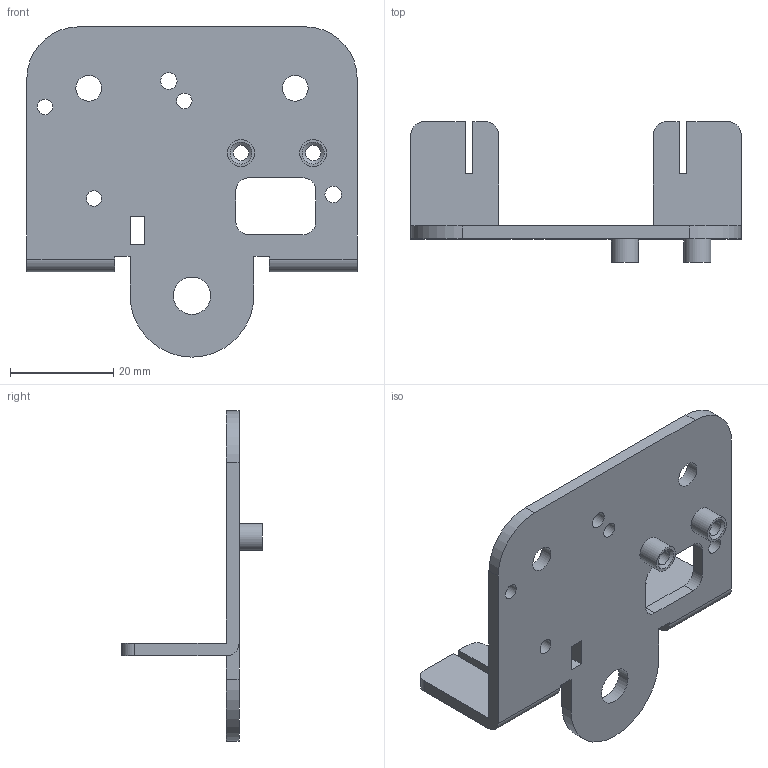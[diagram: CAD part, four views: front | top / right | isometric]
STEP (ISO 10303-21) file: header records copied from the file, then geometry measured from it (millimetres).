
FILE_DESCRIPTION(/* description */ (''),/* implementation_level */ '2;1');
FILE_NAME(/* name */ 'ender 3_3pro_3v2_CR10 - not threaded - X gantry.step.step',/* time_stamp */ '2022-01-20T12:29:37-07:00',/* author */ (''),/* organization */ (''),/* preprocessor_version */ 'ST-DEVELOPER v18.1',/* originating_system */ 'Autodesk Translation Framework v10.10.0.1391',/* authorisation */ '');
FILE_SCHEMA (('AUTOMOTIVE_DESIGN { 1 0 10303 214 3 1 1 }'));
Length unit declared in the file: millimetre
Products named in the file (1): (Unsaved)
Bounding box: 64 x 27.25 x 64 mm (x, y, z)
Volume: 9217.7 mm3; surface area: 8875.5 mm2
Topology: 1 solids, 1 shells, 62 faces, 174 edges, 116 vertices
Faces by surface type: plane 35, cylinder 25, cone 2
Full cylindrical faces by diameter (mm): 3 x5, 3.2 x2, 5 x2, 5.25 x2, 7.25 x1
Entity records: 2093 total; most frequent: DIRECTION 354, CARTESIAN_POINT 353, ORIENTED_EDGE 348, EDGE_CURVE 174, LINE 120, VECTOR 120, AXIS2_PLACEMENT_3D 117, VERTEX_POINT 116
